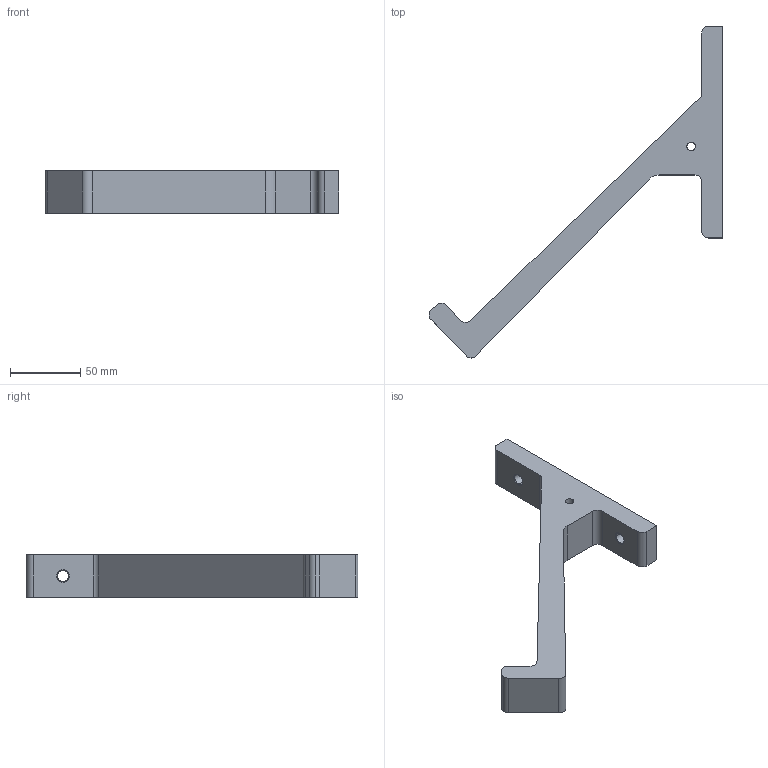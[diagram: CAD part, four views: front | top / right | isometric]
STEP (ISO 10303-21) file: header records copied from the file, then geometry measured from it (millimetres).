
FILE_DESCRIPTION (( 'STEP AP214' ), '1' );
FILE_NAME ('portemurtal.STEP', '2020-07-26T15:24:51', ( '' ), ( '' ), 'SwSTEP 2.0', 'SolidWorks 2019', '' );
FILE_SCHEMA (( 'AUTOMOTIVE_DESIGN' ));
Length unit declared in the file: millimetre
Products named in the file (1): portemurtal
Bounding box: 209.7 x 237.01 x 30 mm (x, y, z)
Volume: 225125.3 mm3; surface area: 40278.3 mm2
Topology: 1 solids, 1 shells, 33 faces, 89 edges, 58 vertices
Faces by surface type: cylinder 16, plane 13, torus 4
Entity records: 1097 total; most frequent: DIRECTION 197, CARTESIAN_POINT 181, ORIENTED_EDGE 178, EDGE_CURVE 89, AXIS2_PLACEMENT_3D 74, VERTEX_POINT 58, VECTOR 49, LINE 49
